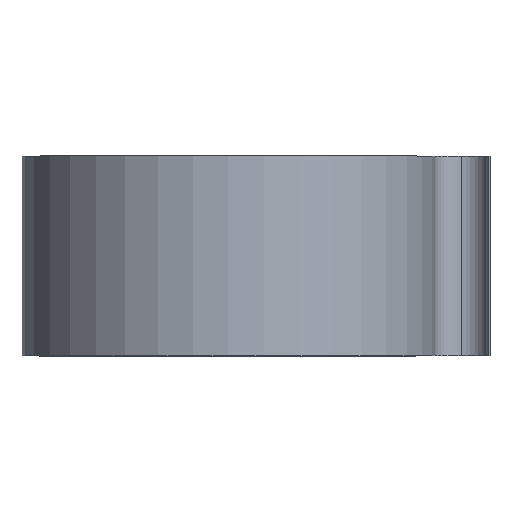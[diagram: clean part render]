
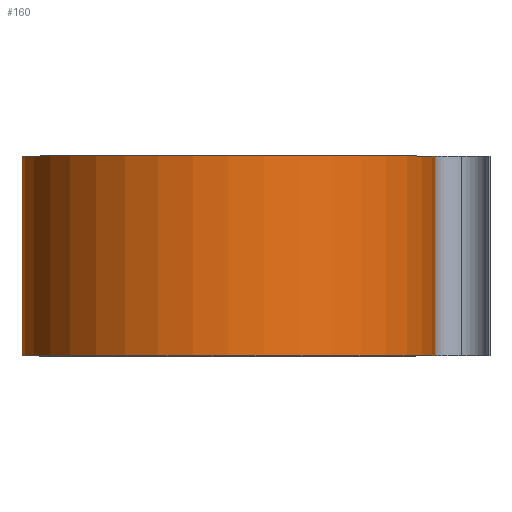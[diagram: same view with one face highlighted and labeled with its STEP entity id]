
A CAD part, top view. The second image highlights one B-rep face of the part: STEP entity #160.
In plain terms, the highlighted cylindrical face has radius 15.5 mm (diameter 31 mm), a partial arc.
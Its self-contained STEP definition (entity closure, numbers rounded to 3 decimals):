
#41 = ORIENTED_EDGE ( 'NONE', *, *, #3627, .T. ) ;
#73 = CYLINDRICAL_SURFACE ( 'NONE', #2901, 15.5 ) ;
#102 = ORIENTED_EDGE ( 'NONE', *, *, #2965, .T. ) ;
#106 = CARTESIAN_POINT ( 'NONE',  ( 15.5, 15., 0. ) ) ;
#160 = ADVANCED_FACE ( 'NONE', ( #4521 ), #73, .T. ) ;
#403 = AXIS2_PLACEMENT_3D ( 'NONE', #4412, #4073, #450 ) ;
#417 = VERTEX_POINT ( 'NONE', #1221 ) ;
#450 = DIRECTION ( 'NONE',  ( 1., 0., 0. ) ) ;
#545 = VERTEX_POINT ( 'NONE', #1641 ) ;
#658 = ORIENTED_EDGE ( 'NONE', *, *, #3692, .F. ) ;
#783 = CARTESIAN_POINT ( 'NONE',  ( 15.5, 0., 0. ) ) ;
#865 = AXIS2_PLACEMENT_3D ( 'NONE', #4125, #3796, #2585 ) ;
#902 = CIRCLE ( 'NONE', #403, 15.5 ) ;
#947 = DIRECTION ( 'NONE',  ( 0., -1., 0. ) ) ;
#987 = VECTOR ( 'NONE', #947, 1000. ) ;
#1184 = CARTESIAN_POINT ( 'NONE',  ( -15.5, 15., 0. ) ) ;
#1221 = CARTESIAN_POINT ( 'NONE',  ( -15.5, 0., 0. ) ) ;
#1462 = CARTESIAN_POINT ( 'NONE',  ( -15.5, 15., 0. ) ) ;
#1641 = CARTESIAN_POINT ( 'NONE',  ( 15.5, 15., 0. ) ) ;
#1643 = DIRECTION ( 'NONE',  ( 0., -1., 0. ) ) ;
#1721 = LINE ( 'NONE', #106, #987 ) ;
#1781 = CIRCLE ( 'NONE', #865, 15.5 ) ;
#2585 = DIRECTION ( 'NONE',  ( 1., 0., 0. ) ) ;
#2812 = VECTOR ( 'NONE', #1643, 1000. ) ;
#2901 = AXIS2_PLACEMENT_3D ( 'NONE', #3729, #4924, #4976 ) ;
#2965 = EDGE_CURVE ( 'NONE', #417, #4502, #1781, .T. ) ;
#3627 = EDGE_CURVE ( 'NONE', #4509, #417, #5095, .T. ) ;
#3692 = EDGE_CURVE ( 'NONE', #4509, #545, #902, .T. ) ;
#3729 = CARTESIAN_POINT ( 'NONE',  ( 0., 15., 0. ) ) ;
#3796 = DIRECTION ( 'NONE',  ( 0., 1., 0. ) ) ;
#3860 = EDGE_CURVE ( 'NONE', #545, #4502, #1721, .T. ) ;
#4073 = DIRECTION ( 'NONE',  ( 0., 1., 0. ) ) ;
#4125 = CARTESIAN_POINT ( 'NONE',  ( 0., 0., 0. ) ) ;
#4412 = CARTESIAN_POINT ( 'NONE',  ( 0., 15., 0. ) ) ;
#4502 = VERTEX_POINT ( 'NONE', #783 ) ;
#4509 = VERTEX_POINT ( 'NONE', #1184 ) ;
#4521 = FACE_OUTER_BOUND ( 'NONE', #4790, .T. ) ;
#4790 = EDGE_LOOP ( 'NONE', ( #102, #5199, #658, #41 ) ) ;
#4924 = DIRECTION ( 'NONE',  ( 0., -1., 0. ) ) ;
#4976 = DIRECTION ( 'NONE',  ( 0., 0., -1. ) ) ;
#5095 = LINE ( 'NONE', #1462, #2812 ) ;
#5199 = ORIENTED_EDGE ( 'NONE', *, *, #3860, .F. ) ;
